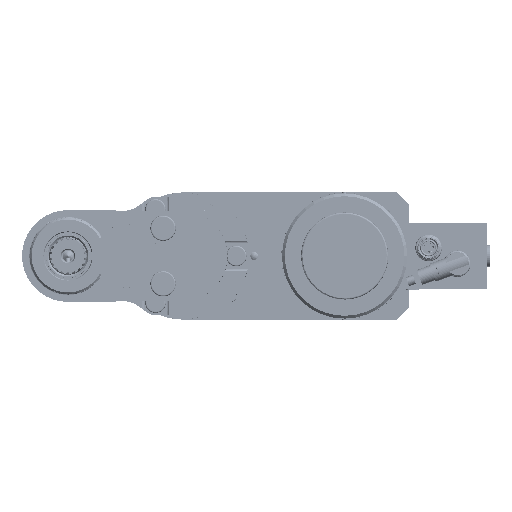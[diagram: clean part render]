
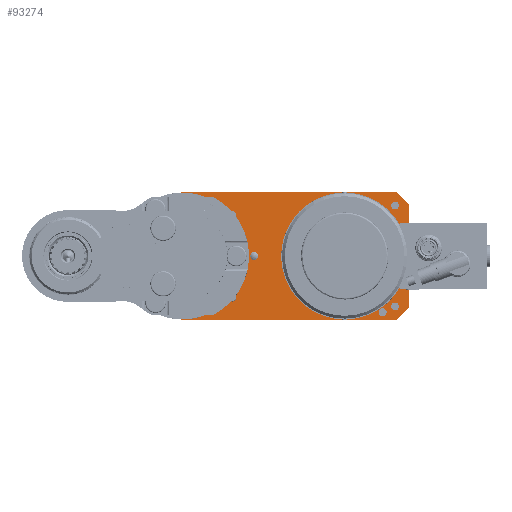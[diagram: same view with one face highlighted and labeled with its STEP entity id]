
A CAD part, left-side view. The second image highlights one B-rep face of the part: STEP entity #93274.
In plain terms, the highlighted planar face has unit normal (-1, 0, 0).
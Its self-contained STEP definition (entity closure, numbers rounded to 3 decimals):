
#4605=FACE_BOUND('',#18239,.T.);
#4606=FACE_BOUND('',#18240,.T.);
#4607=FACE_BOUND('',#18241,.T.);
#4608=FACE_BOUND('',#18242,.T.);
#4609=FACE_BOUND('',#18243,.T.);
#6929=CIRCLE('',#98032,3.95);
#7975=CIRCLE('',#101363,4.);
#7976=CIRCLE('',#101364,4.);
#7977=CIRCLE('',#101365,0.026);
#7978=CIRCLE('',#101366,0.026);
#7979=CIRCLE('',#101367,4.);
#7980=CIRCLE('',#101368,0.25);
#7981=CIRCLE('',#101369,0.25);
#7982=CIRCLE('',#101370,4.);
#7983=CIRCLE('',#101371,0.25);
#7984=CIRCLE('',#101372,0.25);
#7985=CIRCLE('',#101373,0.25);
#7986=CIRCLE('',#101374,0.25);
#7987=CIRCLE('',#101375,0.25);
#7988=CIRCLE('',#101376,0.25);
#7989=CIRCLE('',#101377,0.25);
#7990=CIRCLE('',#101378,0.25);
#13024=FACE_OUTER_BOUND('',#18238,.T.);
#18238=EDGE_LOOP('',(#78877,#78878,#78879,#78880,#78881,#78882,#78883,#78884,
#78885,#78886,#78887,#78888,#78889,#78890));
#18239=EDGE_LOOP('',(#78891,#78892));
#18240=EDGE_LOOP('',(#78893,#78894));
#18241=EDGE_LOOP('',(#78895,#78896));
#18242=EDGE_LOOP('',(#78897));
#18243=EDGE_LOOP('',(#78898));
#25529=LINE('',#204049,#32747);
#25530=LINE('',#204051,#32748);
#25531=LINE('',#204053,#32749);
#25532=LINE('',#204055,#32750);
#25533=LINE('',#204057,#32751);
#32747=VECTOR('',#123812,13.55);
#32748=VECTOR('',#123813,1.131);
#32749=VECTOR('',#123814,6.45);
#32750=VECTOR('',#123815,1.131);
#32751=VECTOR('',#123816,13.55);
#37464=VERTEX_POINT('',#159172);
#41372=VERTEX_POINT('',#204041);
#41373=VERTEX_POINT('',#204042);
#41374=VERTEX_POINT('',#204044);
#41375=VERTEX_POINT('',#204046);
#41376=VERTEX_POINT('',#204048);
#41377=VERTEX_POINT('',#204050);
#41378=VERTEX_POINT('',#204052);
#41379=VERTEX_POINT('',#204054);
#41380=VERTEX_POINT('',#204056);
#41381=VERTEX_POINT('',#204058);
#41382=VERTEX_POINT('',#204060);
#41383=VERTEX_POINT('',#204062);
#41384=VERTEX_POINT('',#204064);
#41385=VERTEX_POINT('',#204066);
#41386=VERTEX_POINT('',#204069);
#41387=VERTEX_POINT('',#204070);
#41388=VERTEX_POINT('',#204073);
#41389=VERTEX_POINT('',#204074);
#41390=VERTEX_POINT('',#204077);
#41391=VERTEX_POINT('',#204078);
#41392=VERTEX_POINT('',#204081);
#48085=EDGE_CURVE('',#37464,#37464,#6929,.T.);
#54309=EDGE_CURVE('',#41372,#41373,#7975,.T.);
#54310=EDGE_CURVE('',#41373,#41374,#7976,.T.);
#54311=EDGE_CURVE('',#41375,#41374,#7977,.T.);
#54312=EDGE_CURVE('',#41376,#41375,#25529,.T.);
#54313=EDGE_CURVE('',#41377,#41376,#25530,.T.);
#54314=EDGE_CURVE('',#41378,#41377,#25531,.T.);
#54315=EDGE_CURVE('',#41379,#41378,#25532,.T.);
#54316=EDGE_CURVE('',#41380,#41379,#25533,.T.);
#54317=EDGE_CURVE('',#41381,#41380,#7978,.T.);
#54318=EDGE_CURVE('',#41381,#41382,#7979,.T.);
#54319=EDGE_CURVE('',#41383,#41382,#7980,.T.);
#54320=EDGE_CURVE('',#41384,#41383,#7981,.T.);
#54321=EDGE_CURVE('',#41384,#41385,#7982,.T.);
#54322=EDGE_CURVE('',#41372,#41385,#7983,.T.);
#54323=EDGE_CURVE('',#41386,#41387,#7984,.T.);
#54324=EDGE_CURVE('',#41387,#41386,#7985,.T.);
#54325=EDGE_CURVE('',#41388,#41389,#7986,.T.);
#54326=EDGE_CURVE('',#41389,#41388,#7987,.T.);
#54327=EDGE_CURVE('',#41390,#41391,#7988,.T.);
#54328=EDGE_CURVE('',#41391,#41390,#7989,.T.);
#54329=EDGE_CURVE('',#41392,#41392,#7990,.T.);
#78877=ORIENTED_EDGE('',*,*,#54309,.T.);
#78878=ORIENTED_EDGE('',*,*,#54310,.T.);
#78879=ORIENTED_EDGE('',*,*,#54311,.F.);
#78880=ORIENTED_EDGE('',*,*,#54312,.F.);
#78881=ORIENTED_EDGE('',*,*,#54313,.F.);
#78882=ORIENTED_EDGE('',*,*,#54314,.F.);
#78883=ORIENTED_EDGE('',*,*,#54315,.F.);
#78884=ORIENTED_EDGE('',*,*,#54316,.F.);
#78885=ORIENTED_EDGE('',*,*,#54317,.F.);
#78886=ORIENTED_EDGE('',*,*,#54318,.T.);
#78887=ORIENTED_EDGE('',*,*,#54319,.F.);
#78888=ORIENTED_EDGE('',*,*,#54320,.F.);
#78889=ORIENTED_EDGE('',*,*,#54321,.T.);
#78890=ORIENTED_EDGE('',*,*,#54322,.F.);
#78891=ORIENTED_EDGE('',*,*,#54323,.T.);
#78892=ORIENTED_EDGE('',*,*,#54324,.T.);
#78893=ORIENTED_EDGE('',*,*,#54325,.T.);
#78894=ORIENTED_EDGE('',*,*,#54326,.T.);
#78895=ORIENTED_EDGE('',*,*,#54327,.T.);
#78896=ORIENTED_EDGE('',*,*,#54328,.T.);
#78897=ORIENTED_EDGE('',*,*,#54329,.T.);
#78898=ORIENTED_EDGE('',*,*,#48085,.F.);
#86621=PLANE('',#101362);
#93274=ADVANCED_FACE('',(#13024,#4605,#4606,#4607,#4608,#4609),#86621,.F.);
#98032=AXIS2_PLACEMENT_3D('',#159174,#113414,#113415);
#101362=AXIS2_PLACEMENT_3D('',#204040,#123804,#123805);
#101363=AXIS2_PLACEMENT_3D('',#204043,#123806,#123807);
#101364=AXIS2_PLACEMENT_3D('',#204045,#123808,#123809);
#101365=AXIS2_PLACEMENT_3D('',#204047,#123810,#123811);
#101366=AXIS2_PLACEMENT_3D('',#204059,#123817,#123818);
#101367=AXIS2_PLACEMENT_3D('',#204061,#123819,#123820);
#101368=AXIS2_PLACEMENT_3D('',#204063,#123821,#123822);
#101369=AXIS2_PLACEMENT_3D('',#204065,#123823,#123824);
#101370=AXIS2_PLACEMENT_3D('',#204067,#123825,#123826);
#101371=AXIS2_PLACEMENT_3D('',#204068,#123827,#123828);
#101372=AXIS2_PLACEMENT_3D('',#204071,#123829,#123830);
#101373=AXIS2_PLACEMENT_3D('',#204072,#123831,#123832);
#101374=AXIS2_PLACEMENT_3D('',#204075,#123833,#123834);
#101375=AXIS2_PLACEMENT_3D('',#204076,#123835,#123836);
#101376=AXIS2_PLACEMENT_3D('',#204079,#123837,#123838);
#101377=AXIS2_PLACEMENT_3D('',#204080,#123839,#123840);
#101378=AXIS2_PLACEMENT_3D('',#204082,#123841,#123842);
#113414=DIRECTION('center_axis',(-1.,0.,0.));
#113415=DIRECTION('ref_axis',(0.,0.,1.));
#123804=DIRECTION('center_axis',(1.,0.,0.));
#123805=DIRECTION('ref_axis',(0.,0.,
-1.));
#123806=DIRECTION('center_axis',(1.,0.,0.));
#123807=DIRECTION('ref_axis',(0.,0.,
-1.));
#123808=DIRECTION('center_axis',(1.,0.,0.));
#123809=DIRECTION('ref_axis',(0.,0.,
-1.));
#123810=DIRECTION('center_axis',(-1.,0.,0.));
#123811=DIRECTION('ref_axis',(0.,-1.,0.));
#123812=DIRECTION('',(0.,1.,0.));
#123813=DIRECTION('',(0.,0.707,-0.707));
#123814=DIRECTION('',(0.,0.,-1.));
#123815=DIRECTION('',(0.,-0.707,-0.707));
#123816=DIRECTION('',(0.,-1.,0.));
#123817=DIRECTION('center_axis',(-1.,0.,0.));
#123818=DIRECTION('ref_axis',(0.,-0.019,
-1.));
#123819=DIRECTION('center_axis',(1.,0.,0.));
#123820=DIRECTION('ref_axis',(0.,0.,
-1.));
#123821=DIRECTION('center_axis',(-1.,0.,0.));
#123822=DIRECTION('ref_axis',(0.,0.,
-1.));
#123823=DIRECTION('center_axis',(-1.,0.,0.));
#123824=DIRECTION('ref_axis',(0.,0.,
-1.));
#123825=DIRECTION('center_axis',(1.,0.,0.));
#123826=DIRECTION('ref_axis',(0.,0.,
-1.));
#123827=DIRECTION('center_axis',(-1.,0.,0.));
#123828=DIRECTION('ref_axis',(0.,0.,
-1.));
#123829=DIRECTION('center_axis',(1.,0.,0.));
#123830=DIRECTION('ref_axis',(0.,0.,
1.));
#123831=DIRECTION('center_axis',(1.,0.,0.));
#123832=DIRECTION('ref_axis',(0.,0.,
1.));
#123833=DIRECTION('center_axis',(1.,0.,0.));
#123834=DIRECTION('ref_axis',(0.,-1.,0.));
#123835=DIRECTION('center_axis',(1.,0.,0.));
#123836=DIRECTION('ref_axis',(0.,-1.,0.));
#123837=DIRECTION('center_axis',(1.,0.,0.));
#123838=DIRECTION('ref_axis',(0.,0.,
-1.));
#123839=DIRECTION('center_axis',(1.,0.,0.));
#123840=DIRECTION('ref_axis',(0.,0.,
-1.));
#123841=DIRECTION('center_axis',(1.,0.,0.));
#123842=DIRECTION('ref_axis',(0.,0.,
-1.));
#159172=CARTESIAN_POINT('',(33.39,-10.173,3.95));
#159174=CARTESIAN_POINT('Origin',(33.39,-10.235,0.));
#204040=CARTESIAN_POINT('Origin',(33.39,-5.15,0.));
#204041=CARTESIAN_POINT('',(33.39,-2.913,-2.741));
#204042=CARTESIAN_POINT('',(33.39,0.,-4.));
#204043=CARTESIAN_POINT('Origin',(33.39,0.,0.));
#204044=CARTESIAN_POINT('',(33.39,0.075,-3.999));
#204045=CARTESIAN_POINT('Origin',(33.39,0.,0.));
#204046=CARTESIAN_POINT('',(33.39,0.05,-4.025));
#204047=CARTESIAN_POINT('Origin',(33.39,0.076,-4.025));
#204048=CARTESIAN_POINT('',(33.39,-13.5,-4.025));
#204049=CARTESIAN_POINT('',(33.39,-13.5,-4.025));
#204050=CARTESIAN_POINT('',(33.39,-14.3,-3.225));
#204051=CARTESIAN_POINT('',(33.39,-14.3,-3.225));
#204052=CARTESIAN_POINT('',(33.39,-14.3,3.225));
#204053=CARTESIAN_POINT('',(33.39,-14.3,3.225));
#204054=CARTESIAN_POINT('',(33.39,-13.5,4.025));
#204055=CARTESIAN_POINT('',(33.39,-13.5,4.025));
#204056=CARTESIAN_POINT('',(33.39,0.05,4.025));
#204057=CARTESIAN_POINT('',(33.39,0.05,4.025));
#204058=CARTESIAN_POINT('',(33.39,0.075,3.999));
#204059=CARTESIAN_POINT('Origin',(33.39,0.076,4.025));
#204060=CARTESIAN_POINT('',(33.39,-2.932,2.721));
#204061=CARTESIAN_POINT('Origin',(33.39,0.,0.));
#204062=CARTESIAN_POINT('',(33.39,-3.135,2.825));
#204063=CARTESIAN_POINT('Origin',(33.39,-3.135,2.575));
#204064=CARTESIAN_POINT('',(33.39,-3.239,2.348));
#204065=CARTESIAN_POINT('Origin',(33.39,-3.135,2.575));
#204066=CARTESIAN_POINT('',(33.39,-3.21,-2.387));
#204067=CARTESIAN_POINT('Origin',(33.39,0.,0.));
#204068=CARTESIAN_POINT('Origin',(33.39,-3.135,-2.625));
#204069=CARTESIAN_POINT('',(33.39,-13.417,3.432));
#204070=CARTESIAN_POINT('',(33.39,-13.417,2.932));
#204071=CARTESIAN_POINT('Origin',(33.39,-13.417,3.182));
#204072=CARTESIAN_POINT('Origin',(33.39,-13.417,3.182));
#204073=CARTESIAN_POINT('',(33.39,-13.667,-3.182));
#204074=CARTESIAN_POINT('',(33.39,-13.167,-3.182));
#204075=CARTESIAN_POINT('Origin',(33.39,-13.417,-3.182));
#204076=CARTESIAN_POINT('Origin',(33.39,-13.417,-3.182));
#204077=CARTESIAN_POINT('',(33.39,-4.535,-0.25));
#204078=CARTESIAN_POINT('',(33.39,-4.535,0.25));
#204079=CARTESIAN_POINT('Origin',(33.39,-4.535,0.));
#204080=CARTESIAN_POINT('Origin',(33.39,-4.535,0.));
#204081=CARTESIAN_POINT('',(33.39,-12.635,-3.3));
#204082=CARTESIAN_POINT('Origin',(33.39,-12.635,-3.55));
